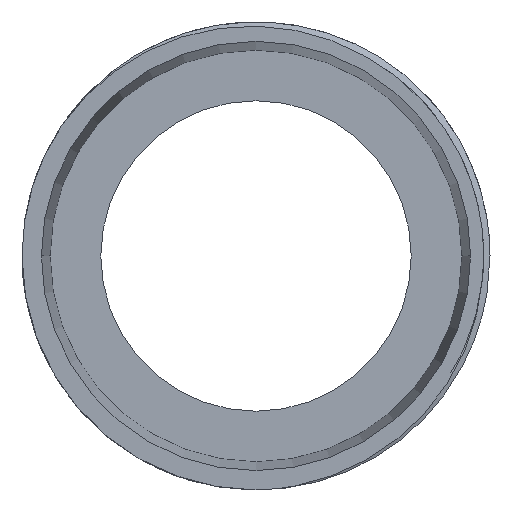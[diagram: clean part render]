
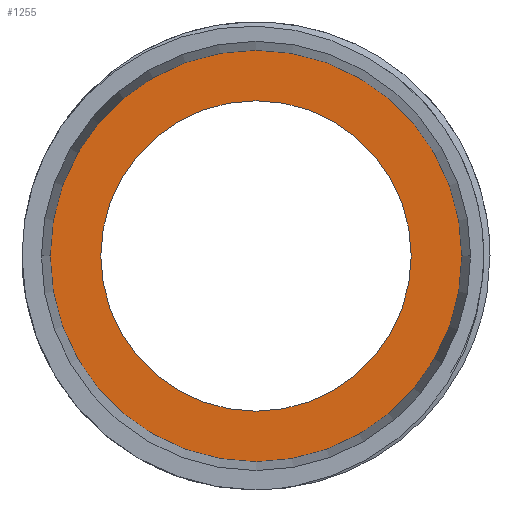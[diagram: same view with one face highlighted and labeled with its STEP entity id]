
A CAD part, left-side view. The second image highlights one B-rep face of the part: STEP entity #1255.
In plain terms, the highlighted planar face has unit normal (-1, 0, 0).
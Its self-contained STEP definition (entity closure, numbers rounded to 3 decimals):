
#62 = CARTESIAN_POINT ( 'NONE',  ( -7.821, 0., 0. ) ) ;
#64 = CIRCLE ( 'NONE', #1746, 20. ) ;
#71 = CARTESIAN_POINT ( 'NONE',  ( -7.821, -20., 0. ) ) ;
#78 = DIRECTION ( 'NONE',  ( -1., 0., 0. ) ) ;
#564 = DIRECTION ( 'NONE',  ( 1., 0., 0. ) ) ;
#698 = EDGE_CURVE ( 'NONE', #1124, #1764, #64, .T. ) ;
#739 = EDGE_LOOP ( 'NONE', ( #1866, #2045 ) ) ;
#778 = AXIS2_PLACEMENT_3D ( 'NONE', #1284, #564, #3034 ) ;
#890 = VERTEX_POINT ( 'NONE', #1923 ) ;
#923 = EDGE_CURVE ( 'NONE', #890, #2539, #1283, .T. ) ;
#930 = CIRCLE ( 'NONE', #2915, 26.526 ) ;
#997 = DIRECTION ( 'NONE',  ( 0., -1., 0. ) ) ;
#1047 = FACE_OUTER_BOUND ( 'NONE', #1935, .T. ) ;
#1124 = VERTEX_POINT ( 'NONE', #2199 ) ;
#1129 = CIRCLE ( 'NONE', #1287, 20. ) ;
#1210 = CARTESIAN_POINT ( 'NONE',  ( -7.821, -26.526, 0. ) ) ;
#1255 = ADVANCED_FACE ( 'NONE', ( #1794, #1047 ), #2734, .F. ) ;
#1283 = CIRCLE ( 'NONE', #1845, 26.526 ) ;
#1284 = CARTESIAN_POINT ( 'NONE',  ( -7.821, 20., 0. ) ) ;
#1287 = AXIS2_PLACEMENT_3D ( 'NONE', #3145, #1748, #997 ) ;
#1746 = AXIS2_PLACEMENT_3D ( 'NONE', #2474, #2828, #2796 ) ;
#1748 = DIRECTION ( 'NONE',  ( -1., 0., 0. ) ) ;
#1764 = VERTEX_POINT ( 'NONE', #71 ) ;
#1794 = FACE_BOUND ( 'NONE', #739, .T. ) ;
#1845 = AXIS2_PLACEMENT_3D ( 'NONE', #1861, #2830, #3083 ) ;
#1861 = CARTESIAN_POINT ( 'NONE',  ( -7.821, 0., 0. ) ) ;
#1866 = ORIENTED_EDGE ( 'NONE', *, *, #2756, .F. ) ;
#1923 = CARTESIAN_POINT ( 'NONE',  ( -7.821, 26.526, 0. ) ) ;
#1935 = EDGE_LOOP ( 'NONE', ( #2562, #2000 ) ) ;
#2000 = ORIENTED_EDGE ( 'NONE', *, *, #923, .T. ) ;
#2045 = ORIENTED_EDGE ( 'NONE', *, *, #698, .F. ) ;
#2060 = EDGE_CURVE ( 'NONE', #2539, #890, #930, .T. ) ;
#2199 = CARTESIAN_POINT ( 'NONE',  ( -7.821, 20., 0. ) ) ;
#2474 = CARTESIAN_POINT ( 'NONE',  ( -7.821, 0., 0. ) ) ;
#2539 = VERTEX_POINT ( 'NONE', #1210 ) ;
#2562 = ORIENTED_EDGE ( 'NONE', *, *, #2060, .T. ) ;
#2692 = DIRECTION ( 'NONE',  ( 0., -1., 0. ) ) ;
#2734 = PLANE ( 'NONE',  #778 ) ;
#2756 = EDGE_CURVE ( 'NONE', #1764, #1124, #1129, .T. ) ;
#2796 = DIRECTION ( 'NONE',  ( 0., -1., 0. ) ) ;
#2828 = DIRECTION ( 'NONE',  ( -1., 0., 0. ) ) ;
#2830 = DIRECTION ( 'NONE',  ( -1., 0., 0. ) ) ;
#2915 = AXIS2_PLACEMENT_3D ( 'NONE', #62, #78, #2692 ) ;
#3034 = DIRECTION ( 'NONE',  ( 0., 1., 0. ) ) ;
#3083 = DIRECTION ( 'NONE',  ( 0., -1., 0. ) ) ;
#3145 = CARTESIAN_POINT ( 'NONE',  ( -7.821, 0., 0. ) ) ;
